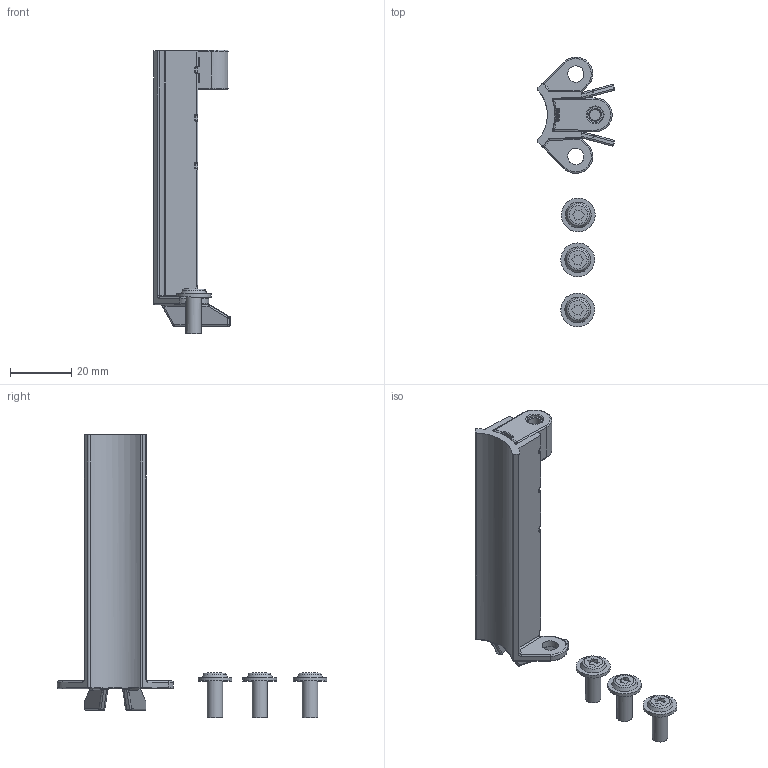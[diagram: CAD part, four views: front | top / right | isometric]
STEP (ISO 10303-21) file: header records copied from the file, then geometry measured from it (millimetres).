
FILE_DESCRIPTION(/* description */ (''),/* implementation_level */ '2;1');
FILE_NAME(/* name */ '0313000041 - Leveladapter MBI-L BK kurz.stp',/* time_stamp */ '2024-06-03T09:38:08+02:00',/* author */ ('alexander.rose'),/* organization */ (''),/* preprocessor_version */ 'ST-DEVELOPER v18.1',/* originating_system */ 'Autodesk Inventor 2022',/* authorisation */ '');
FILE_SCHEMA (('AUTOMOTIVE_DESIGN { 1 0 10303 214 3 1 1 }'));
Products named in the file (4): 0313000041 - Leveladapter MBI-L BK kurz; 0900000005 - Leveladapter MBI-L BK kurz; 0900000007 - Leveladapter MBI-L BK Anschraubpunkt; E5451VZ5012
Assembly tree (5 placements, depth 2):
  0313000041 - Leveladapter MBI-L BK kurz
    0900000005 - Leveladapter MBI-L BK kurz
    0900000007 - Leveladapter MBI-L BK Anschraubpunkt
    E5451VZ5012  x3
Bounding box: 25.07 x 87.87 x 92.47 mm (x, y, z)
Volume: 13880.3 mm3; surface area: 12227.3 mm2
Topology: 5 solids, 5 shells, 1427 faces, 3173 edges, 1696 vertices
Faces by surface type: cylinder 550, bspline 375, plane 261, sphere 212, torus 22, cone 7
Full cylindrical faces by diameter (mm): 4.2 x1, 5 x3, 5.3 x2, 11 x3
Entity records: 49727 total; most frequent: CARTESIAN_POINT 20537, DIRECTION 6173, ORIENTED_EDGE 6016, EDGE_CURVE 3008, AXIS2_PLACEMENT_3D 2528, VERTEX_POINT 1634, EDGE_LOOP 1394, FACE_OUTER_BOUND 1385
